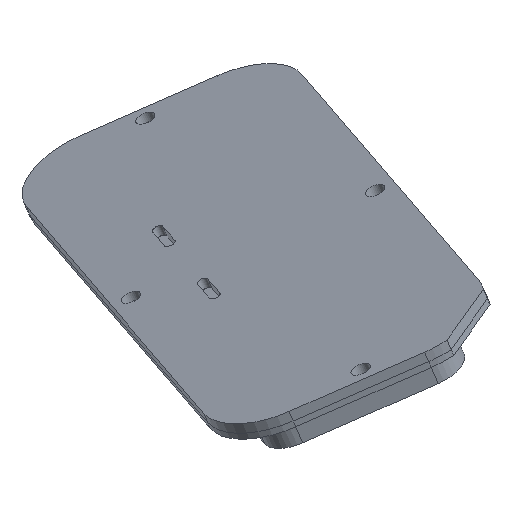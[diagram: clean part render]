
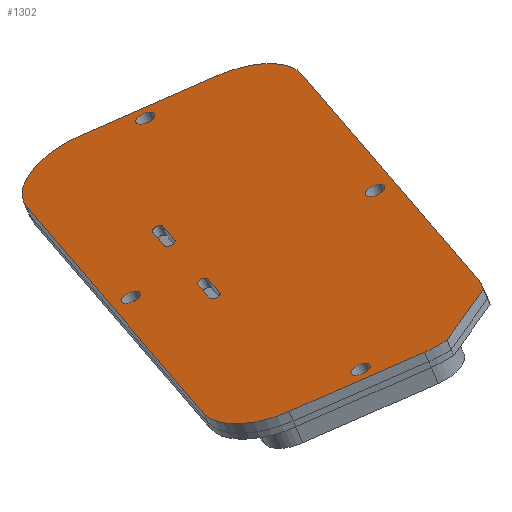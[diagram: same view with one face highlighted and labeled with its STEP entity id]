
A CAD part, left-side view. The second image highlights one B-rep face of the part: STEP entity #1302.
In plain terms, the highlighted planar face has unit normal (-0.479, 0.352, 0.804).
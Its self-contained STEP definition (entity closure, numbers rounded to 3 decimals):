
#50=FACE_BOUND('',#257,.T.);
#51=FACE_BOUND('',#258,.T.);
#52=FACE_BOUND('',#259,.T.);
#53=FACE_BOUND('',#260,.T.);
#54=FACE_BOUND('',#261,.T.);
#55=FACE_BOUND('',#262,.T.);
#66=CIRCLE('',#1366,0.8);
#68=CIRCLE('',#1370,0.8);
#70=CIRCLE('',#1374,0.8);
#72=CIRCLE('',#1378,0.8);
#83=CIRCLE('',#1392,10.85);
#84=CIRCLE('',#1394,10.85);
#85=CIRCLE('',#1396,1.4);
#86=CIRCLE('',#1398,1.4);
#87=CIRCLE('',#1400,1.4);
#88=CIRCLE('',#1402,1.4);
#89=CIRCLE('',#1404,10.85);
#90=CIRCLE('',#1408,10.85);
#91=CIRCLE('',#1411,10.85);
#180=FACE_OUTER_BOUND('',#256,.T.);
#256=EDGE_LOOP('',(#973,#974,#975,#976,#977,#978,#979,#980,#981,#982));
#257=EDGE_LOOP('',(#983,#984,#985,#986));
#258=EDGE_LOOP('',(#987,#988,#989,#990));
#259=EDGE_LOOP('',(#991));
#260=EDGE_LOOP('',(#992));
#261=EDGE_LOOP('',(#993));
#262=EDGE_LOOP('',(#994));
#319=LINE('',#1851,#431);
#324=LINE('',#1865,#436);
#327=LINE('',#1875,#439);
#332=LINE('',#1889,#444);
#337=LINE('',#1903,#449);
#351=LINE('',#1962,#463);
#352=LINE('',#1965,#464);
#355=LINE('',#1973,#467);
#358=LINE('',#1980,#470);
#431=VECTOR('',#1491,10.);
#436=VECTOR('',#1504,10.);
#439=VECTOR('',#1515,10.);
#444=VECTOR('',#1528,10.);
#449=VECTOR('',#1541,10.);
#463=VECTOR('',#1605,10.);
#464=VECTOR('',#1608,10.);
#467=VECTOR('',#1617,10.);
#470=VECTOR('',#1626,10.);
#543=VERTEX_POINT('',#1849);
#544=VERTEX_POINT('',#1850);
#547=VERTEX_POINT('',#1858);
#549=VERTEX_POINT('',#1864);
#551=VERTEX_POINT('',#1873);
#552=VERTEX_POINT('',#1874);
#555=VERTEX_POINT('',#1882);
#557=VERTEX_POINT('',#1888);
#561=VERTEX_POINT('',#1900);
#562=VERTEX_POINT('',#1902);
#575=VERTEX_POINT('',#1932);
#576=VERTEX_POINT('',#1936);
#577=VERTEX_POINT('',#1940);
#578=VERTEX_POINT('',#1944);
#579=VERTEX_POINT('',#1948);
#580=VERTEX_POINT('',#1952);
#581=VERTEX_POINT('',#1956);
#582=VERTEX_POINT('',#1958);
#583=VERTEX_POINT('',#1964);
#584=VERTEX_POINT('',#1968);
#585=VERTEX_POINT('',#1972);
#586=VERTEX_POINT('',#1976);
#671=EDGE_CURVE('',#543,#544,#319,.T.);
#675=EDGE_CURVE('',#547,#543,#66,.T.);
#678=EDGE_CURVE('',#549,#547,#324,.T.);
#681=EDGE_CURVE('',#544,#549,#68,.T.);
#683=EDGE_CURVE('',#551,#552,#327,.T.);
#687=EDGE_CURVE('',#555,#551,#70,.T.);
#690=EDGE_CURVE('',#557,#555,#332,.T.);
#693=EDGE_CURVE('',#552,#557,#72,.T.);
#697=EDGE_CURVE('',#562,#561,#337,.T.);
#712=EDGE_CURVE('',#575,#562,#83,.T.);
#715=EDGE_CURVE('',#561,#576,#84,.T.);
#716=EDGE_CURVE('',#577,#577,#85,.T.);
#718=EDGE_CURVE('',#578,#578,#86,.T.);
#720=EDGE_CURVE('',#579,#579,#87,.T.);
#722=EDGE_CURVE('',#580,#580,#88,.T.);
#725=EDGE_CURVE('',#582,#581,#89,.T.);
#727=EDGE_CURVE('',#576,#582,#351,.T.);
#728=EDGE_CURVE('',#583,#575,#352,.T.);
#730=EDGE_CURVE('',#584,#583,#90,.T.);
#732=EDGE_CURVE('',#585,#584,#355,.T.);
#734=EDGE_CURVE('',#586,#585,#91,.T.);
#736=EDGE_CURVE('',#581,#586,#358,.T.);
#973=ORIENTED_EDGE('',*,*,#697,.T.);
#974=ORIENTED_EDGE('',*,*,#715,.T.);
#975=ORIENTED_EDGE('',*,*,#727,.T.);
#976=ORIENTED_EDGE('',*,*,#725,.T.);
#977=ORIENTED_EDGE('',*,*,#736,.T.);
#978=ORIENTED_EDGE('',*,*,#734,.T.);
#979=ORIENTED_EDGE('',*,*,#732,.T.);
#980=ORIENTED_EDGE('',*,*,#730,.T.);
#981=ORIENTED_EDGE('',*,*,#728,.T.);
#982=ORIENTED_EDGE('',*,*,#712,.T.);
#983=ORIENTED_EDGE('',*,*,#671,.T.);
#984=ORIENTED_EDGE('',*,*,#681,.T.);
#985=ORIENTED_EDGE('',*,*,#678,.T.);
#986=ORIENTED_EDGE('',*,*,#675,.T.);
#987=ORIENTED_EDGE('',*,*,#683,.T.);
#988=ORIENTED_EDGE('',*,*,#693,.T.);
#989=ORIENTED_EDGE('',*,*,#690,.T.);
#990=ORIENTED_EDGE('',*,*,#687,.T.);
#991=ORIENTED_EDGE('',*,*,#722,.T.);
#992=ORIENTED_EDGE('',*,*,#720,.T.);
#993=ORIENTED_EDGE('',*,*,#718,.T.);
#994=ORIENTED_EDGE('',*,*,#716,.T.);
#1257=PLANE('',#1413);
#1302=ADVANCED_FACE('',(#180,#50,#51,#52,#53,#54,#55),#1257,.T.);
#1366=AXIS2_PLACEMENT_3D('',#1859,#1497,#1498);
#1370=AXIS2_PLACEMENT_3D('',#1870,#1509,#1510);
#1374=AXIS2_PLACEMENT_3D('',#1883,#1521,#1522);
#1378=AXIS2_PLACEMENT_3D('',#1894,#1533,#1534);
#1392=AXIS2_PLACEMENT_3D('',#1933,#1569,#1570);
#1394=AXIS2_PLACEMENT_3D('',#1938,#1575,#1576);
#1396=AXIS2_PLACEMENT_3D('',#1941,#1579,#1580);
#1398=AXIS2_PLACEMENT_3D('',#1945,#1584,#1585);
#1400=AXIS2_PLACEMENT_3D('',#1949,#1589,#1590);
#1402=AXIS2_PLACEMENT_3D('',#1953,#1594,#1595);
#1404=AXIS2_PLACEMENT_3D('',#1959,#1600,#1601);
#1408=AXIS2_PLACEMENT_3D('',#1969,#1612,#1613);
#1411=AXIS2_PLACEMENT_3D('',#1977,#1621,#1622);
#1413=AXIS2_PLACEMENT_3D('',#1981,#1627,#1628);
#1491=DIRECTION('',(-0.868,-0.323,-0.376));
#1497=DIRECTION('center_axis',(0.479,-0.352,-0.804));
#1498=DIRECTION('ref_axis',(0.859,0.,0.512));
#1504=DIRECTION('',(0.868,0.323,0.376));
#1509=DIRECTION('center_axis',(0.479,-0.352,-0.804));
#1510=DIRECTION('ref_axis',(0.859,0.,0.512));
#1515=DIRECTION('',(-0.868,-0.323,-0.376));
#1521=DIRECTION('center_axis',(0.479,-0.352,-0.804));
#1522=DIRECTION('ref_axis',(0.859,0.,0.512));
#1528=DIRECTION('',(0.868,0.323,0.376));
#1533=DIRECTION('center_axis',(0.479,-0.352,-0.804));
#1534=DIRECTION('ref_axis',(0.859,0.,0.512));
#1541=DIRECTION('',(0.686,-0.422,0.593));
#1569=DIRECTION('center_axis',(-0.479,0.352,0.804));
#1570=DIRECTION('ref_axis',(-0.878,-0.192,-0.439));
#1575=DIRECTION('center_axis',(-0.479,0.352,0.804));
#1576=DIRECTION('ref_axis',(-0.878,-0.192,-0.439));
#1579=DIRECTION('center_axis',(0.479,-0.352,-0.804));
#1580=DIRECTION('ref_axis',(0.859,0.,0.512));
#1584=DIRECTION('center_axis',(0.479,-0.352,-0.804));
#1585=DIRECTION('ref_axis',(0.859,0.,0.512));
#1589=DIRECTION('center_axis',(0.479,-0.352,-0.804));
#1590=DIRECTION('ref_axis',(0.859,0.,0.512));
#1594=DIRECTION('center_axis',(0.479,-0.352,-0.804));
#1595=DIRECTION('ref_axis',(0.859,0.,0.512));
#1600=DIRECTION('center_axis',(-0.479,0.352,0.804));
#1601=DIRECTION('ref_axis',(0.127,-0.879,0.46));
#1605=DIRECTION('',(0.868,0.323,0.376));
#1608=DIRECTION('',(0.,-0.916,0.401));
#1612=DIRECTION('center_axis',(-0.479,0.352,0.804));
#1613=DIRECTION('ref_axis',(-0.127,0.879,-0.46));
#1617=DIRECTION('',(-0.868,-0.323,-0.376));
#1621=DIRECTION('center_axis',(-0.479,0.352,0.804));
#1622=DIRECTION('ref_axis',(0.878,0.192,0.439));
#1626=DIRECTION('',(0.,0.916,-0.401));
#1627=DIRECTION('center_axis',(-0.479,0.352,0.804));
#1628=DIRECTION('ref_axis',(0.859,0.,0.512));
#1849=CARTESIAN_POINT('',(102.012,33.125,-441.503));
#1850=CARTESIAN_POINT('',(97.67,31.51,-443.385));
#1851=CARTESIAN_POINT('',(103.279,33.596,-440.954));
#1858=CARTESIAN_POINT('',(101.809,34.531,-442.24));
#1859=CARTESIAN_POINT('Origin',(101.911,33.828,-441.871));
#1864=CARTESIAN_POINT('',(97.467,32.916,-444.121));
#1865=CARTESIAN_POINT('',(100.905,34.194,-442.631));
#1870=CARTESIAN_POINT('Origin',(97.568,32.213,-443.753));
#1873=CARTESIAN_POINT('',(118.512,39.259,-434.353));
#1874=CARTESIAN_POINT('',(114.17,37.645,-436.235));
#1875=CARTESIAN_POINT('',(111.529,36.663,-437.379));
#1882=CARTESIAN_POINT('',(118.309,40.665,-435.09));
#1883=CARTESIAN_POINT('Origin',(118.41,39.962,-434.722));
#1888=CARTESIAN_POINT('',(113.966,39.051,-436.971));
#1889=CARTESIAN_POINT('',(109.155,37.262,-439.056));
#1894=CARTESIAN_POINT('Origin',(114.068,38.348,-436.603));
#1900=CARTESIAN_POINT('',(72.074,-4.459,-442.911));
#1902=CARTESIAN_POINT('',(64.037,0.482,-449.861));
#1903=CARTESIAN_POINT('',(72.649,-4.813,-442.414));
#1932=CARTESIAN_POINT('',(63.534,3.556,-451.504));
#1933=CARTESIAN_POINT('Origin',(73.057,5.644,-446.743));
#1936=CARTESIAN_POINT('',(74.438,-3.89,-441.751));
#1938=CARTESIAN_POINT('Origin',(73.057,5.644,-446.743));
#1940=CARTESIAN_POINT('',(104.313,43.641,-444.731));
#1941=CARTESIAN_POINT('Origin',(105.515,43.641,-444.014));
#1944=CARTESIAN_POINT('',(104.33,10.31,-430.147));
#1945=CARTESIAN_POINT('Origin',(105.533,10.31,-429.431));
#1948=CARTESIAN_POINT('',(143.889,41.68,-420.29));
#1949=CARTESIAN_POINT('Origin',(145.092,41.68,-419.573));
#1952=CARTESIAN_POINT('',(64.828,12.292,-454.553));
#1953=CARTESIAN_POINT('Origin',(66.031,12.292,-453.836));
#1956=CARTESIAN_POINT('',(147.619,31.913,-413.798));
#1958=CARTESIAN_POINT('',(139.477,20.291,-413.568));
#1959=CARTESIAN_POINT('Origin',(138.096,29.825,-418.559));
#1962=CARTESIAN_POINT('',(74.438,-3.89,-441.751));
#1964=CARTESIAN_POINT('',(63.524,22.073,-459.606));
#1965=CARTESIAN_POINT('',(63.524,22.073,-459.606));
#1968=CARTESIAN_POINT('',(71.665,33.695,-459.836));
#1969=CARTESIAN_POINT('Origin',(73.047,24.161,-454.845));
#1972=CARTESIAN_POINT('',(136.704,57.876,-431.653));
#1973=CARTESIAN_POINT('',(136.704,57.876,-431.653));
#1976=CARTESIAN_POINT('',(147.609,50.431,-421.899));
#1977=CARTESIAN_POINT('Origin',(138.086,48.342,-426.661));
#1980=CARTESIAN_POINT('',(147.619,31.913,-413.798));
#1981=CARTESIAN_POINT('Origin',(105.571,26.993,-436.702));
